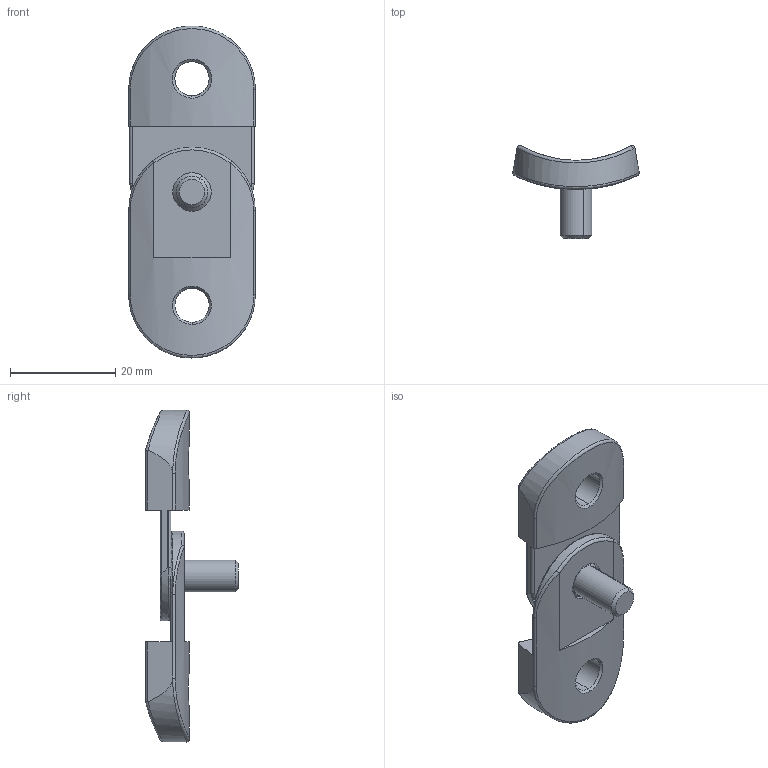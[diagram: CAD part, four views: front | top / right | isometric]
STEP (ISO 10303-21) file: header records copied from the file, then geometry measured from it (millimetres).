
FILE_DESCRIPTION (( 'STEP AP203' ), '1' );
FILE_NAME ('60182-V4A-V.step', '2022-01-20T13:49:14', ( '' ), ( '' ), 'SwSTEP 2.0', 'SolidWorks 2018', '' );
FILE_SCHEMA (( 'CONFIG_CONTROL_DESIGN' ));
Length unit declared in the file: millimetre
Products named in the file (8): 6018X-240-V Teil1_60182-V4A-V Teil1; 60182-V4A-V; 6018X-240-V Teil2_60182-V4A-V Teil2; DIN7991 M6x14_DIN7991 M6x14 ; 6018X-240-V Teil2; DIN7991 M6x14; 6018X-240-V Teil1
Assembly tree (4 placements, depth 2):
  60182-V4A-V
    DIN7991 M6x14
  60182-V4A-V
    6018X-240-V Teil1_60182-V4A-V Teil1
    6018X-240-V Teil2_60182-V4A-V Teil2
    DIN7991 M6x14_DIN7991 M6x14 
  6018X-240-V Teil2
  6018X-240-V Teil1
Bounding box: 24 x 17.61 x 63 mm (x, y, z)
Volume: 6005.9 mm3; surface area: 4671.8 mm2
Topology: 3 solids, 3 shells, 326 faces, 848 edges, 556 vertices
Faces by surface type: plane 170, bspline 103, cylinder 38, cone 10, torus 5
Entity records: 21963 total; most frequent: CARTESIAN_POINT 13981, ORIENTED_EDGE 1690, DIRECTION 1121, EDGE_CURVE 845, VERTEX_POINT 554, VECTOR 525, LINE 525, EDGE_LOOP 363
